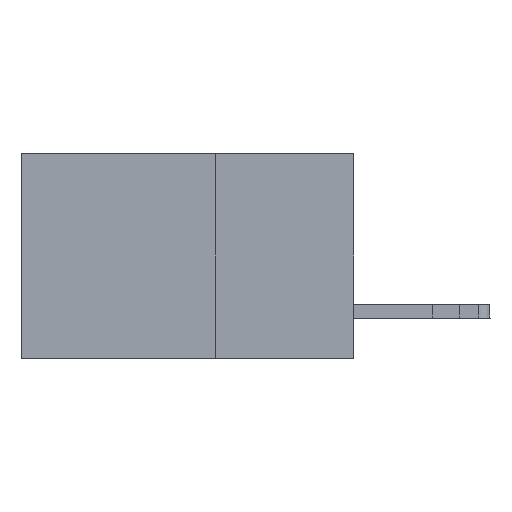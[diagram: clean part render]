
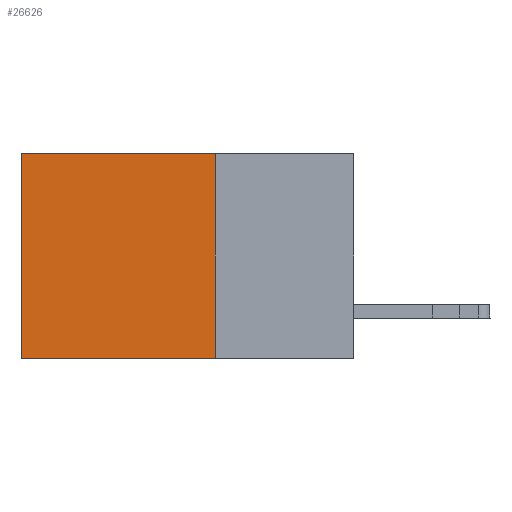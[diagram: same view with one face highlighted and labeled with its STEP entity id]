
A CAD part, left-side view. The second image highlights one B-rep face of the part: STEP entity #26626.
In plain terms, the highlighted planar face has unit normal (-1, 0, 0).
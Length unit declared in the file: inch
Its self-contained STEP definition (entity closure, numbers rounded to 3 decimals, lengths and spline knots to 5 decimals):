
#378 = DIRECTION ( 'NONE',  ( 0., 0., -1. ) ) ;
#684 = LINE ( 'NONE', #21274, #12357 ) ;
#738 = CARTESIAN_POINT ( 'NONE',  ( 0.2875, 0.6, -0.37 ) ) ;
#2499 = EDGE_CURVE ( 'NONE', #21668, #17434, #30204, .T. ) ;
#3495 = DIRECTION ( 'NONE',  ( 0., 0., -1. ) ) ;
#3693 = FACE_OUTER_BOUND ( 'NONE', #33479, .T. ) ;
#3807 = VERTEX_POINT ( 'NONE', #18987 ) ;
#4050 = ORIENTED_EDGE ( 'NONE', *, *, #13175, .F. ) ;
#5036 = DIRECTION ( 'NONE',  ( 0., 0., -1. ) ) ;
#5478 = VECTOR ( 'NONE', #5036, 39.37008 ) ;
#6910 = DIRECTION ( 'NONE',  ( 0., 1., 0. ) ) ;
#7103 = ORIENTED_EDGE ( 'NONE', *, *, #7636, .T. ) ;
#7636 = EDGE_CURVE ( 'NONE', #3807, #21668, #684, .T. ) ;
#7957 = ORIENTED_EDGE ( 'NONE', *, *, #37004, .F. ) ;
#8449 = AXIS2_PLACEMENT_3D ( 'NONE', #34644, #11933, #3495 ) ;
#9731 = CARTESIAN_POINT ( 'NONE',  ( 0.2875, 0.25, -0.37 ) ) ;
#10241 = DIRECTION ( 'NONE',  ( 0., 1., 0. ) ) ;
#11933 = DIRECTION ( 'NONE',  ( 1., 0., 0. ) ) ;
#12357 = VECTOR ( 'NONE', #10241, 39.37008 ) ;
#13175 = EDGE_CURVE ( 'NONE', #30103, #17434, #26813, .T. ) ;
#17403 = PLANE ( 'NONE',  #8449 ) ;
#17434 = VERTEX_POINT ( 'NONE', #738 ) ;
#18987 = CARTESIAN_POINT ( 'NONE',  ( 0.2875, 0.25, 0. ) ) ;
#19416 = ORIENTED_EDGE ( 'NONE', *, *, #2499, .T. ) ;
#20452 = CARTESIAN_POINT ( 'NONE',  ( 0.2875, 0.25, 0. ) ) ;
#20622 = LINE ( 'NONE', #20452, #31642 ) ;
#21274 = CARTESIAN_POINT ( 'NONE',  ( 0.2875, 0.25, 0. ) ) ;
#21668 = VERTEX_POINT ( 'NONE', #23342 ) ;
#23342 = CARTESIAN_POINT ( 'NONE',  ( 0.2875, 0.6, 0. ) ) ;
#23549 = VECTOR ( 'NONE', #6910, 39.37008 ) ;
#26626 = ADVANCED_FACE ( 'NONE', ( #3693 ), #17403, .F. ) ;
#26813 = LINE ( 'NONE', #9731, #23549 ) ;
#30103 = VERTEX_POINT ( 'NONE', #34324 ) ;
#30204 = LINE ( 'NONE', #33199, #5478 ) ;
#31642 = VECTOR ( 'NONE', #378, 39.37008 ) ;
#33199 = CARTESIAN_POINT ( 'NONE',  ( 0.2875, 0.6, 0. ) ) ;
#33479 = EDGE_LOOP ( 'NONE', ( #19416, #4050, #7957, #7103 ) ) ;
#34324 = CARTESIAN_POINT ( 'NONE',  ( 0.2875, 0.25, -0.37 ) ) ;
#34644 = CARTESIAN_POINT ( 'NONE',  ( 0.2875, 0.25, 0. ) ) ;
#37004 = EDGE_CURVE ( 'NONE', #3807, #30103, #20622, .T. ) ;
